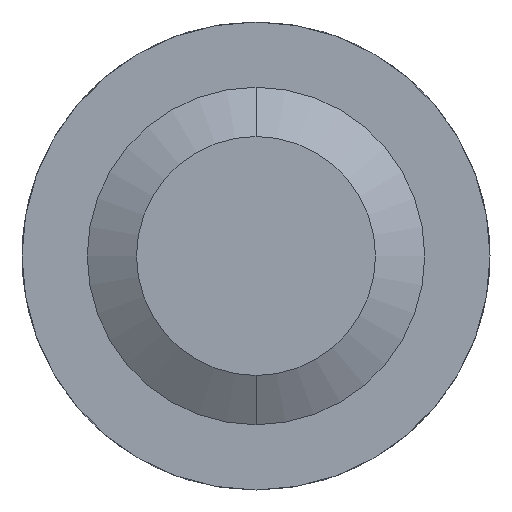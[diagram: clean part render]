
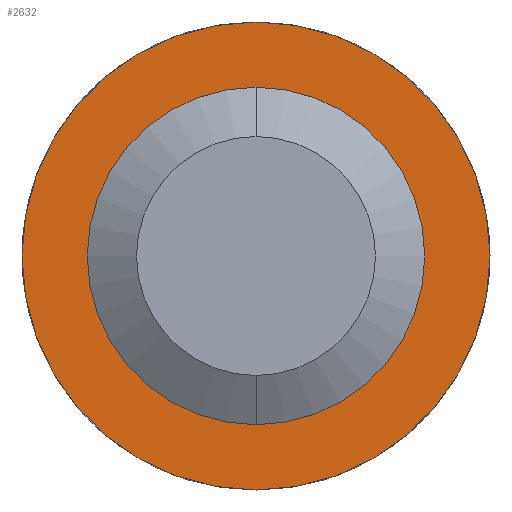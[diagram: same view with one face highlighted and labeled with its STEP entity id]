
A CAD part, front view. The second image highlights one B-rep face of the part: STEP entity #2632.
In plain terms, the highlighted planar face has unit normal (0, -1, 0).
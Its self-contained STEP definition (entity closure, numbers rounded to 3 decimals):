
#52 = DIRECTION ( 'NONE',  ( 0., 1., 0. ) ) ;
#68 = FACE_BOUND ( 'NONE', #3671, .T. ) ;
#117 = CIRCLE ( 'NONE', #586, 0.95 ) ;
#173 = DIRECTION ( 'NONE',  ( 0., 1., 0. ) ) ;
#212 = AXIS2_PLACEMENT_3D ( 'NONE', #1727, #2607, #1168 ) ;
#216 = CARTESIAN_POINT ( 'NONE',  ( 0., -2.5, 0.95 ) ) ;
#294 = CIRCLE ( 'NONE', #3131, 0.685 ) ;
#337 = CIRCLE ( 'NONE', #1956, 0.95 ) ;
#495 = CARTESIAN_POINT ( 'NONE',  ( 0., -2.5, 0. ) ) ;
#565 = ORIENTED_EDGE ( 'NONE', *, *, #945, .F. ) ;
#586 = AXIS2_PLACEMENT_3D ( 'NONE', #3485, #52, #1456 ) ;
#638 = EDGE_CURVE ( 'Defeature ausgef�hrt1_4+Defeature ausgef�hrt1_5+Defeature ausgef�hrt1_5+Defeature ausgef�hrt1_5', #2879, #793, #337, .T. ) ;
#735 = EDGE_CURVE ( 'Defeature ausgef�hrt1_5+Defeature ausgef�hrt1_6+Defeature ausgef�hrt1_6+Defeature ausgef�hrt1_6', #3110, #2067, #923, .T. ) ;
#772 = DIRECTION ( 'NONE',  ( 0., 0., 1. ) ) ;
#793 = VERTEX_POINT ( 'NONE', #3405 ) ;
#923 = CIRCLE ( 'NONE', #1162, 0.685 ) ;
#945 = EDGE_CURVE ( 'Defeature ausgef�hrt1_4+Defeature ausgef�hrt1_5+Defeature ausgef�hrt1_5+Defeature ausgef�hrt1_5', #793, #2879, #117, .T. ) ;
#1020 = CARTESIAN_POINT ( 'NONE',  ( 0., -2.5, 0.685 ) ) ;
#1076 = DIRECTION ( 'NONE',  ( 0., 0., 1. ) ) ;
#1138 = EDGE_LOOP ( 'NONE', ( #3103, #565 ) ) ;
#1162 = AXIS2_PLACEMENT_3D ( 'NONE', #495, #1363, #1076 ) ;
#1168 = DIRECTION ( 'NONE',  ( 0., 0., 1. ) ) ;
#1205 = EDGE_CURVE ( 'Defeature ausgef�hrt1_5+Defeature ausgef�hrt1_6+Defeature ausgef�hrt1_6+Defeature ausgef�hrt1_6', #2067, #3110, #294, .T. ) ;
#1363 = DIRECTION ( 'NONE',  ( 0., 1., 0. ) ) ;
#1456 = DIRECTION ( 'NONE',  ( 0., 0., 1. ) ) ;
#1570 = ORIENTED_EDGE ( 'NONE', *, *, #735, .T. ) ;
#1727 = CARTESIAN_POINT ( 'NONE',  ( 0.95, -2.5, 0. ) ) ;
#1956 = AXIS2_PLACEMENT_3D ( 'NONE', #3008, #2129, #2732 ) ;
#2067 = VERTEX_POINT ( 'NONE', #1020 ) ;
#2129 = DIRECTION ( 'NONE',  ( 0., 1., 0. ) ) ;
#2512 = CARTESIAN_POINT ( 'NONE',  ( 0., -2.5, 0. ) ) ;
#2607 = DIRECTION ( 'NONE',  ( 0., 1., 0. ) ) ;
#2632 = ADVANCED_FACE ( 'Defeature ausgef�hrt1_5', ( #3481, #68 ), #3444, .F. ) ;
#2687 = CARTESIAN_POINT ( 'NONE',  ( 0., -2.5, -0.685 ) ) ;
#2732 = DIRECTION ( 'NONE',  ( 0., 0., 1. ) ) ;
#2879 = VERTEX_POINT ( 'NONE', #216 ) ;
#2883 = ORIENTED_EDGE ( 'NONE', *, *, #1205, .T. ) ;
#3008 = CARTESIAN_POINT ( 'NONE',  ( 0., -2.5, 0. ) ) ;
#3103 = ORIENTED_EDGE ( 'NONE', *, *, #638, .F. ) ;
#3110 = VERTEX_POINT ( 'NONE', #2687 ) ;
#3131 = AXIS2_PLACEMENT_3D ( 'NONE', #2512, #173, #772 ) ;
#3405 = CARTESIAN_POINT ( 'NONE',  ( 0., -2.5, -0.95 ) ) ;
#3444 = PLANE ( 'NONE',  #212 ) ;
#3481 = FACE_OUTER_BOUND ( 'NONE', #1138, .T. ) ;
#3485 = CARTESIAN_POINT ( 'NONE',  ( 0., -2.5, 0. ) ) ;
#3671 = EDGE_LOOP ( 'NONE', ( #2883, #1570 ) ) ;
